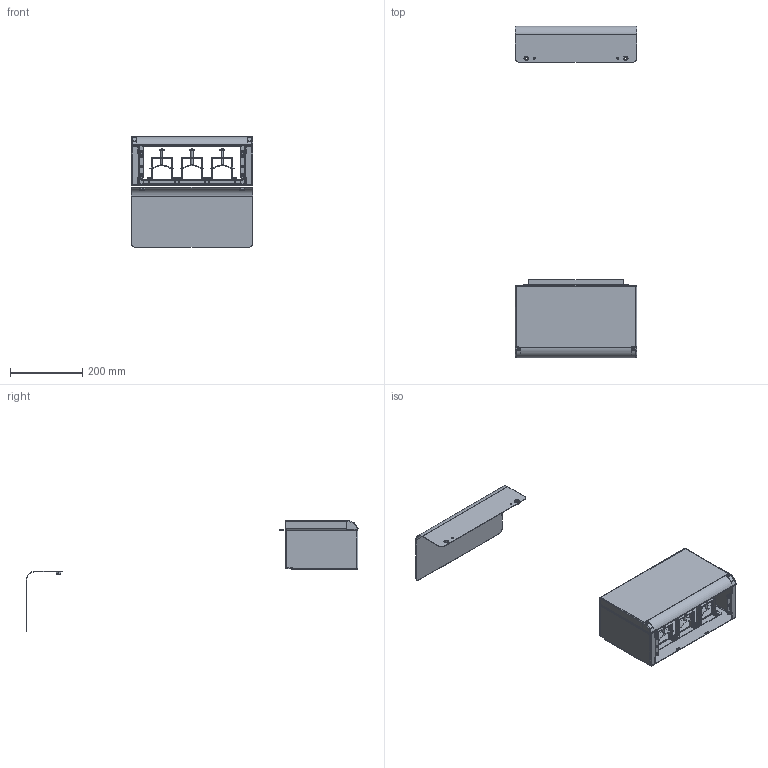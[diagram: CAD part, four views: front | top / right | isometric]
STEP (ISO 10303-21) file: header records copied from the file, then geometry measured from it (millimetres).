
FILE_DESCRIPTION (( 'STEP AP214' ), '1' );
FILE_NAME ('15461789_CFW500-KN1G.STEP', '2022-06-06T20:44:54', ( '' ), ( '' ), 'SwSTEP 2.0', 'SolidWorks 2021', '' );
FILE_SCHEMA (( 'AUTOMOTIVE_DESIGN' ));
Length unit declared in the file: inch
Products named in the file (1): 15461789_CFW500-KN1G
Bounding box: 335 x 916.8 x 304.9 mm (x, y, z)
Volume: 472680 mm3; surface area: 699784.7 mm2
Topology: 34 solids, 34 shells, 1651 faces, 4258 edges, 2726 vertices
Faces by surface type: plane 798, cylinder 464, cone 218, bspline 171
Entity records: 59419 total; most frequent: CARTESIAN_POINT 19347, ORIENTED_EDGE 8468, DIRECTION 8038, EDGE_CURVE 4234, AXIS2_PLACEMENT_3D 2917, VERTEX_POINT 2726, VECTOR 2204, LINE 2204
